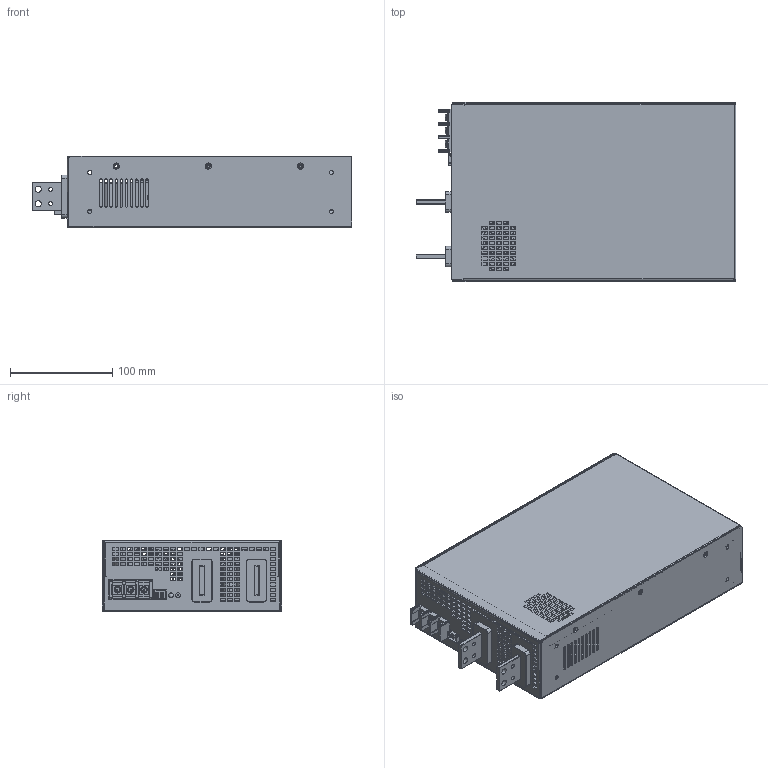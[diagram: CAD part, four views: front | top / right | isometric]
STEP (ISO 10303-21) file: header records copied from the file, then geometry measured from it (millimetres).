
FILE_DESCRIPTION(/* description */ (''),/* implementation_level */ '2;1');
FILE_NAME(/* name */ 'CDKH-S3000W三维图-202507.stp',/* time_stamp */ '2025-07-17T16:06:54+08:00',/* author */ (''),/* organization */ (''),/* preprocessor_version */ 'ST-DEVELOPER v20',/* originating_system */ 'SIEMENS PLM Software NX2312.1700',/* authorisation */ '');
FILE_SCHEMA (('AUTOMOTIVE_DESIGN { 1 0 10303 214 3 1 1 1 }'));
Products named in the file (16): 184散热器; 线路板3000W; 90散热器; 内排2; KF78R-13; 外排1; 内排1; CDKH-3000底; 保护套-; （FENG）6025风机; 保护套+; CDKH-3000盖子; 60风机网11; 3-5自攻钉; 线路板装配; CDKH-S3000W三维图-202505_step
Assembly tree (21 placements, depth 3):
  CDKH-S3000W三维图-202505_step
    3-5自攻钉  x4
    60风机网11  x2
    CDKH-3000盖子
    保护套+
    （FENG）6025风机  x2
    线路板装配
      内排1
      外排1  x2
      KF78R-13
      内排2
      90散热器
      线路板3000W
      184散热器
    保护套-
    CDKH-3000底
Bounding box: 312.2 x 175 x 70 mm (x, y, z)
Volume: 637334 mm3; surface area: 629131.4 mm2
Topology: 34 solids, 34 shells, 3190 faces, 8624 edges, 5513 vertices
Faces by surface type: plane 1693, cylinder 1055, torus 325, cone 56, bspline 32, extrusion 28, sphere 1
Full cylindrical faces by diameter (mm): 4 x4
Entity records: 92816 total; most frequent: CARTESIAN_POINT 17099, ORIENTED_EDGE 14696, DIRECTION 14538, EDGE_CURVE 7348, VECTOR 4968, LINE 4954, AXIS2_PLACEMENT_3D 4785, VERTEX_POINT 4730
